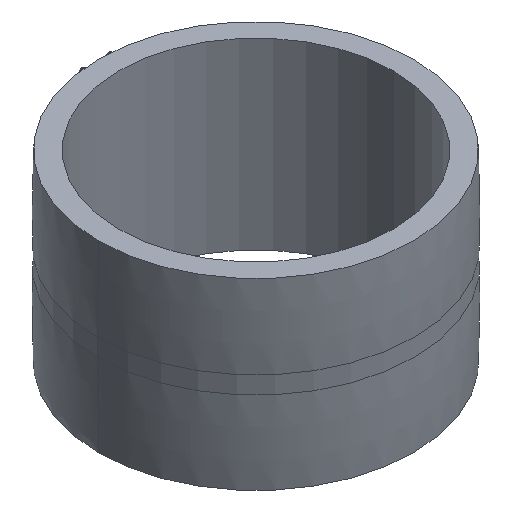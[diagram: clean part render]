
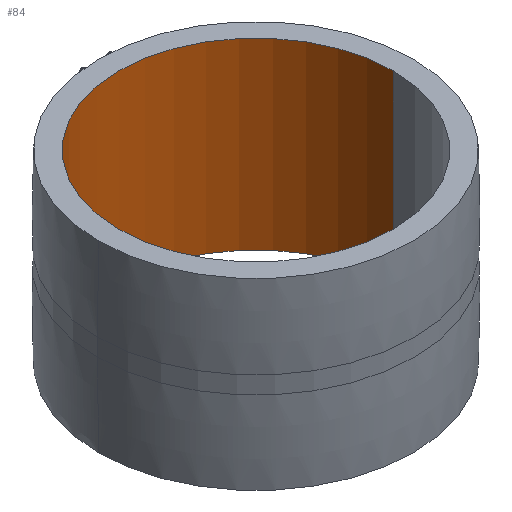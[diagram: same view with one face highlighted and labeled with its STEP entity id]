
A CAD part, isometric view. The second image highlights one B-rep face of the part: STEP entity #84.
In plain terms, the highlighted cylindrical face has radius 355 mm (diameter 710 mm), a partial arc.
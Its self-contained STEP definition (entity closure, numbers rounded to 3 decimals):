
#6 = DIRECTION ( 'NONE',  ( 0., 0., 1. ) ) ;
#27 = CARTESIAN_POINT ( 'NONE',  ( 355., 0., 0. ) ) ;
#39 = VERTEX_POINT ( 'NONE', #1177 ) ;
#57 = VECTOR ( 'NONE', #607, 1000. ) ;
#84 = ADVANCED_FACE ( 'NONE', ( #560 ), #648, .F. ) ;
#173 = EDGE_LOOP ( 'NONE', ( #1039, #314, #319, #1555 ) ) ;
#206 = DIRECTION ( 'NONE',  ( 1., 0., 0. ) ) ;
#314 = ORIENTED_EDGE ( 'NONE', *, *, #1062, .F. ) ;
#319 = ORIENTED_EDGE ( 'NONE', *, *, #442, .T. ) ;
#334 = VECTOR ( 'NONE', #629, 1000. ) ;
#339 = CARTESIAN_POINT ( 'NONE',  ( 355., 0., -237.5 ) ) ;
#349 = DIRECTION ( 'NONE',  ( 1., 0., 0. ) ) ;
#362 = VERTEX_POINT ( 'NONE', #339 ) ;
#442 = EDGE_CURVE ( 'NONE', #362, #750, #1468, .T. ) ;
#560 = FACE_OUTER_BOUND ( 'NONE', #173, .T. ) ;
#597 = LINE ( 'NONE', #693, #57 ) ;
#607 = DIRECTION ( 'NONE',  ( 0., 0., 1. ) ) ;
#629 = DIRECTION ( 'NONE',  ( 0., 0., 1. ) ) ;
#642 = VERTEX_POINT ( 'NONE', #806 ) ;
#648 = CYLINDRICAL_SURFACE ( 'NONE', #1450, 355. ) ;
#650 = DIRECTION ( 'NONE',  ( 1., 0., 0. ) ) ;
#693 = CARTESIAN_POINT ( 'NONE',  ( -355., 0., 0. ) ) ;
#697 = DIRECTION ( 'NONE',  ( 0., 0., 1. ) ) ;
#750 = VERTEX_POINT ( 'NONE', #1358 ) ;
#794 = DIRECTION ( 'NONE',  ( 0., 0., 1. ) ) ;
#802 = CIRCLE ( 'NONE', #1366, 355. ) ;
#806 = CARTESIAN_POINT ( 'NONE',  ( -355., 0., -237.5 ) ) ;
#938 = AXIS2_PLACEMENT_3D ( 'NONE', #1318, #6, #206 ) ;
#962 = CIRCLE ( 'NONE', #938, 355. ) ;
#1039 = ORIENTED_EDGE ( 'NONE', *, *, #1054, .F. ) ;
#1054 = EDGE_CURVE ( 'NONE', #642, #39, #597, .T. ) ;
#1062 = EDGE_CURVE ( 'NONE', #362, #642, #962, .T. ) ;
#1177 = CARTESIAN_POINT ( 'NONE',  ( -355., 0., 237.5 ) ) ;
#1241 = EDGE_CURVE ( 'NONE', #750, #39, #802, .T. ) ;
#1253 = CARTESIAN_POINT ( 'NONE',  ( 0., 0., 237.5 ) ) ;
#1318 = CARTESIAN_POINT ( 'NONE',  ( 0., 0., -237.5 ) ) ;
#1322 = CARTESIAN_POINT ( 'NONE',  ( 0., 0., 0. ) ) ;
#1358 = CARTESIAN_POINT ( 'NONE',  ( 355., 0., 237.5 ) ) ;
#1366 = AXIS2_PLACEMENT_3D ( 'NONE', #1253, #794, #650 ) ;
#1450 = AXIS2_PLACEMENT_3D ( 'NONE', #1322, #697, #349 ) ;
#1468 = LINE ( 'NONE', #27, #334 ) ;
#1555 = ORIENTED_EDGE ( 'NONE', *, *, #1241, .T. ) ;
